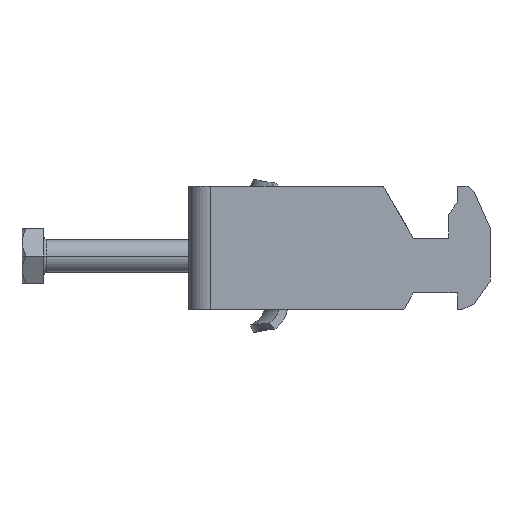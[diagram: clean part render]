
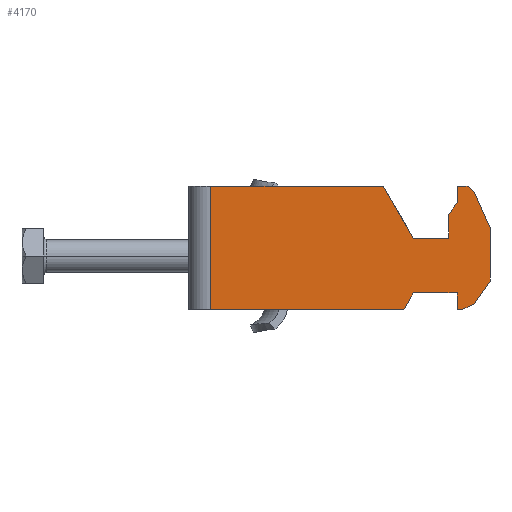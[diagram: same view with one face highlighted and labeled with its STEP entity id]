
A CAD part, left-side view. The second image highlights one B-rep face of the part: STEP entity #4170.
In plain terms, the highlighted planar face has unit normal (-1, 0, 0).
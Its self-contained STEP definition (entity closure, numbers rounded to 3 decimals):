
#17 = VECTOR ( 'NONE', #3157, 1000. ) ;
#45 = ORIENTED_EDGE ( 'NONE', *, *, #142, .T. ) ;
#57 = DIRECTION ( 'NONE',  ( 0., -0.407, -0.914 ) ) ;
#72 = CARTESIAN_POINT ( 'NONE',  ( -8.5, -97., 1.75 ) ) ;
#142 = EDGE_CURVE ( 'NONE', #6079, #6105, #5050, .T. ) ;
#260 = VECTOR ( 'NONE', #6559, 1000. ) ;
#303 = EDGE_CURVE ( 'NONE', #962, #1305, #6745, .T. ) ;
#315 = CARTESIAN_POINT ( 'NONE',  ( -8.5, -41., 1.75 ) ) ;
#372 = ORIENTED_EDGE ( 'NONE', *, *, #7801, .F. ) ;
#390 = VECTOR ( 'NONE', #8113, 1000. ) ;
#397 = LINE ( 'NONE', #3197, #8669 ) ;
#419 = ORIENTED_EDGE ( 'NONE', *, *, #303, .F. ) ;
#421 = CARTESIAN_POINT ( 'NONE',  ( -8.5, -97., 11.25 ) ) ;
#554 = CARTESIAN_POINT ( 'NONE',  ( -8.5, -4., 11.25 ) ) ;
#649 = LINE ( 'NONE', #3605, #260 ) ;
#655 = ORIENTED_EDGE ( 'NONE', *, *, #1132, .F. ) ;
#695 = ORIENTED_EDGE ( 'NONE', *, *, #1900, .F. ) ;
#707 = CARTESIAN_POINT ( 'NONE',  ( -8.5, -4., 11.25 ) ) ;
#753 = VECTOR ( 'NONE', #6838, 1000. ) ;
#812 = CARTESIAN_POINT ( 'NONE',  ( -8.5, -49., -8.25 ) ) ;
#862 = VECTOR ( 'NONE', #3023, 1000. ) ;
#962 = VERTEX_POINT ( 'NONE', #1627 ) ;
#999 = DIRECTION ( 'NONE',  ( 0., 1., 0. ) ) ;
#1132 = EDGE_CURVE ( 'NONE', #1305, #2158, #4637, .T. ) ;
#1187 = ORIENTED_EDGE ( 'NONE', *, *, #6732, .F. ) ;
#1305 = VERTEX_POINT ( 'NONE', #2791 ) ;
#1354 = LINE ( 'NONE', #8004, #1414 ) ;
#1414 = VECTOR ( 'NONE', #3541, 1000. ) ;
#1436 = LINE ( 'NONE', #8966, #4136 ) ;
#1506 = ORIENTED_EDGE ( 'NONE', *, *, #6314, .F. ) ;
#1544 = ORIENTED_EDGE ( 'NONE', *, *, #6050, .F. ) ;
#1574 = DIRECTION ( 'NONE',  ( 0., -0.766, -0.643 ) ) ;
#1627 = CARTESIAN_POINT ( 'NONE',  ( -8.5, -52.055, 10.365 ) ) ;
#1629 = DIRECTION ( 'NONE',  ( 0., 0., 1. ) ) ;
#1900 = EDGE_CURVE ( 'NONE', #3193, #5674, #397, .T. ) ;
#1924 = CARTESIAN_POINT ( 'NONE',  ( -8.5, -47.5, 1.75 ) ) ;
#1969 = VERTEX_POINT ( 'NONE', #4169 ) ;
#1979 = LINE ( 'NONE', #5707, #2844 ) ;
#2007 = CARTESIAN_POINT ( 'NONE',  ( -8.5, -49., 8.25 ) ) ;
#2158 = VERTEX_POINT ( 'NONE', #5032 ) ;
#2270 = ORIENTED_EDGE ( 'NONE', *, *, #3874, .F. ) ;
#2299 = VERTEX_POINT ( 'NONE', #7362 ) ;
#2729 = CARTESIAN_POINT ( 'NONE',  ( -8.5, -49., 11.25 ) ) ;
#2791 = CARTESIAN_POINT ( 'NONE',  ( -8.5, -55., 3.75 ) ) ;
#2836 = PLANE ( 'NONE',  #3173 ) ;
#2844 = VECTOR ( 'NONE', #9448, 1000. ) ;
#2881 = VERTEX_POINT ( 'NONE', #6940 ) ;
#2960 = CARTESIAN_POINT ( 'NONE',  ( -8.5, -97., 11.25 ) ) ;
#3023 = DIRECTION ( 'NONE',  ( 0., 0., -1. ) ) ;
#3157 = DIRECTION ( 'NONE',  ( 0., -0.574, 0.819 ) ) ;
#3173 = AXIS2_PLACEMENT_3D ( 'NONE', #8032, #5159, #5793 ) ;
#3193 = VERTEX_POINT ( 'NONE', #812 ) ;
#3197 = CARTESIAN_POINT ( 'NONE',  ( -8.5, -97., -8.25 ) ) ;
#3362 = EDGE_CURVE ( 'NONE', #2158, #5389, #1979, .T. ) ;
#3377 = DIRECTION ( 'NONE',  ( 0., 1., 0. ) ) ;
#3388 = VECTOR ( 'NONE', #999, 1000. ) ;
#3434 = VECTOR ( 'NONE', #4740, 1000. ) ;
#3541 = DIRECTION ( 'NONE',  ( 0., 1., 0. ) ) ;
#3605 = CARTESIAN_POINT ( 'NONE',  ( -8.5, -63.444, 30.624 ) ) ;
#3874 = EDGE_CURVE ( 'NONE', #9505, #3930, #6919, .T. ) ;
#3930 = VERTEX_POINT ( 'NONE', #4687 ) ;
#4119 = CARTESIAN_POINT ( 'NONE',  ( -8.5, -49., -11.25 ) ) ;
#4136 = VECTOR ( 'NONE', #1574, 1000. ) ;
#4169 = CARTESIAN_POINT ( 'NONE',  ( -8.5, -50., -11.25 ) ) ;
#4170 = ADVANCED_FACE ( 'NONE', ( #4426 ), #2836, .F. ) ;
#4220 = EDGE_LOOP ( 'NONE', ( #372, #695, #1544, #6008, #1187, #5936, #655, #419, #8472, #6545, #1506, #7571, #8853, #8935, #5976, #45, #4709, #2270 ) ) ;
#4384 = EDGE_CURVE ( 'NONE', #6079, #5248, #4871, .T. ) ;
#4426 = FACE_OUTER_BOUND ( 'NONE', #4220, .T. ) ;
#4460 = VECTOR ( 'NONE', #7245, 1000. ) ;
#4559 = CARTESIAN_POINT ( 'NONE',  ( -8.5, -49., 11.25 ) ) ;
#4637 = LINE ( 'NONE', #5565, #3434 ) ;
#4668 = LINE ( 'NONE', #4721, #17 ) ;
#4687 = CARTESIAN_POINT ( 'NONE',  ( -8.5, -4., -11.25 ) ) ;
#4709 = ORIENTED_EDGE ( 'NONE', *, *, #8386, .T. ) ;
#4721 = CARTESIAN_POINT ( 'NONE',  ( -8.5, -66.201, 32.816 ) ) ;
#4740 = DIRECTION ( 'NONE',  ( 0., 0., -1. ) ) ;
#4750 = VECTOR ( 'NONE', #7151, 1000. ) ;
#4826 = LINE ( 'NONE', #2729, #4460 ) ;
#4851 = EDGE_CURVE ( 'NONE', #5156, #962, #1436, .T. ) ;
#4871 = LINE ( 'NONE', #6415, #4750 ) ;
#5024 = VECTOR ( 'NONE', #7880, 1000. ) ;
#5032 = CARTESIAN_POINT ( 'NONE',  ( -8.5, -55., -6.075 ) ) ;
#5050 = LINE ( 'NONE', #2960, #390 ) ;
#5156 = VERTEX_POINT ( 'NONE', #9395 ) ;
#5159 = DIRECTION ( 'NONE',  ( 1., 0., 0. ) ) ;
#5164 = DIRECTION ( 'NONE',  ( 0., -1., 0. ) ) ;
#5171 = CARTESIAN_POINT ( 'NONE',  ( -8.5, -41., -8.25 ) ) ;
#5248 = VERTEX_POINT ( 'NONE', #315 ) ;
#5389 = VERTEX_POINT ( 'NONE', #5953 ) ;
#5489 = VECTOR ( 'NONE', #57, 1000. ) ;
#5553 = VERTEX_POINT ( 'NONE', #4119 ) ;
#5565 = CARTESIAN_POINT ( 'NONE',  ( -8.5, -55., 11.25 ) ) ;
#5674 = VERTEX_POINT ( 'NONE', #5171 ) ;
#5707 = CARTESIAN_POINT ( 'NONE',  ( -8.5, -76.958, 25.284 ) ) ;
#5793 = DIRECTION ( 'NONE',  ( 0., 1., 0. ) ) ;
#5819 = VECTOR ( 'NONE', #3377, 1000. ) ;
#5845 = LINE ( 'NONE', #707, #862 ) ;
#5936 = ORIENTED_EDGE ( 'NONE', *, *, #3362, .F. ) ;
#5953 = CARTESIAN_POINT ( 'NONE',  ( -8.5, -52., -10.36 ) ) ;
#5976 = ORIENTED_EDGE ( 'NONE', *, *, #4384, .F. ) ;
#6008 = ORIENTED_EDGE ( 'NONE', *, *, #9371, .F. ) ;
#6050 = EDGE_CURVE ( 'NONE', #5553, #3193, #4826, .T. ) ;
#6079 = VERTEX_POINT ( 'NONE', #8709 ) ;
#6105 = VERTEX_POINT ( 'NONE', #554 ) ;
#6151 = DIRECTION ( 'NONE',  ( 0., 1., 0. ) ) ;
#6184 = CARTESIAN_POINT ( 'NONE',  ( -8.5, -97., -11.25 ) ) ;
#6276 = LINE ( 'NONE', #9245, #5024 ) ;
#6291 = VECTOR ( 'NONE', #1629, 1000. ) ;
#6314 = EDGE_CURVE ( 'NONE', #7493, #2881, #7675, .T. ) ;
#6415 = CARTESIAN_POINT ( 'NONE',  ( -8.5, -50.886, -15.374 ) ) ;
#6545 = ORIENTED_EDGE ( 'NONE', *, *, #8555, .T. ) ;
#6559 = DIRECTION ( 'NONE',  ( 0., 0.5, -0.866 ) ) ;
#6712 = LINE ( 'NONE', #72, #9398 ) ;
#6732 = EDGE_CURVE ( 'NONE', #5389, #1969, #6276, .T. ) ;
#6745 = LINE ( 'NONE', #6842, #5489 ) ;
#6838 = DIRECTION ( 'NONE',  ( 0., 0., 1. ) ) ;
#6842 = CARTESIAN_POINT ( 'NONE',  ( -8.5, -59.161, -5.597 ) ) ;
#6919 = LINE ( 'NONE', #6184, #3388 ) ;
#6940 = CARTESIAN_POINT ( 'NONE',  ( -8.5, -49., 11.25 ) ) ;
#7076 = CARTESIAN_POINT ( 'NONE',  ( -8.5, -39.268, -11.25 ) ) ;
#7151 = DIRECTION ( 'NONE',  ( 0., -0.5, -0.866 ) ) ;
#7245 = DIRECTION ( 'NONE',  ( 0., 0., 1. ) ) ;
#7278 = VERTEX_POINT ( 'NONE', #1924 ) ;
#7362 = CARTESIAN_POINT ( 'NONE',  ( -8.5, -47.5, 6.108 ) ) ;
#7493 = VERTEX_POINT ( 'NONE', #2007 ) ;
#7571 = ORIENTED_EDGE ( 'NONE', *, *, #8823, .F. ) ;
#7675 = LINE ( 'NONE', #4559, #753 ) ;
#7801 = EDGE_CURVE ( 'NONE', #5674, #9505, #649, .T. ) ;
#7880 = DIRECTION ( 'NONE',  ( 0., 0.914, -0.407 ) ) ;
#8004 = CARTESIAN_POINT ( 'NONE',  ( -8.5, -97., -11.25 ) ) ;
#8032 = CARTESIAN_POINT ( 'NONE',  ( -8.5, -97., 11.25 ) ) ;
#8113 = DIRECTION ( 'NONE',  ( 0., 1., 0. ) ) ;
#8150 = EDGE_CURVE ( 'NONE', #7278, #2299, #8235, .T. ) ;
#8235 = LINE ( 'NONE', #8287, #6291 ) ;
#8287 = CARTESIAN_POINT ( 'NONE',  ( -8.5, -47.5, 11.25 ) ) ;
#8375 = EDGE_CURVE ( 'NONE', #5248, #7278, #6712, .T. ) ;
#8386 = EDGE_CURVE ( 'NONE', #6105, #3930, #5845, .T. ) ;
#8472 = ORIENTED_EDGE ( 'NONE', *, *, #4851, .F. ) ;
#8474 = LINE ( 'NONE', #421, #5819 ) ;
#8555 = EDGE_CURVE ( 'NONE', #5156, #2881, #8474, .T. ) ;
#8669 = VECTOR ( 'NONE', #6151, 1000. ) ;
#8709 = CARTESIAN_POINT ( 'NONE',  ( -8.5, -35.515, 11.25 ) ) ;
#8823 = EDGE_CURVE ( 'NONE', #2299, #7493, #4668, .T. ) ;
#8853 = ORIENTED_EDGE ( 'NONE', *, *, #8150, .F. ) ;
#8935 = ORIENTED_EDGE ( 'NONE', *, *, #8375, .F. ) ;
#8966 = CARTESIAN_POINT ( 'NONE',  ( -8.5, -77.994, -11.401 ) ) ;
#9245 = CARTESIAN_POINT ( 'NONE',  ( -8.5, -97.585, 9.936 ) ) ;
#9371 = EDGE_CURVE ( 'NONE', #1969, #5553, #1354, .T. ) ;
#9395 = CARTESIAN_POINT ( 'NONE',  ( -8.5, -51., 11.25 ) ) ;
#9398 = VECTOR ( 'NONE', #5164, 1000. ) ;
#9448 = DIRECTION ( 'NONE',  ( 0., 0.574, -0.819 ) ) ;
#9505 = VERTEX_POINT ( 'NONE', #7076 ) ;
